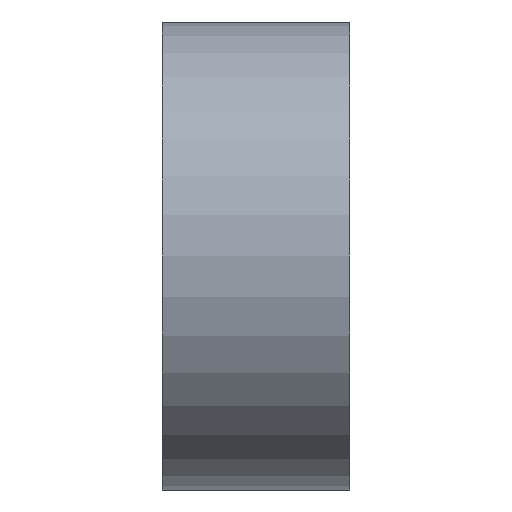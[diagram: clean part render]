
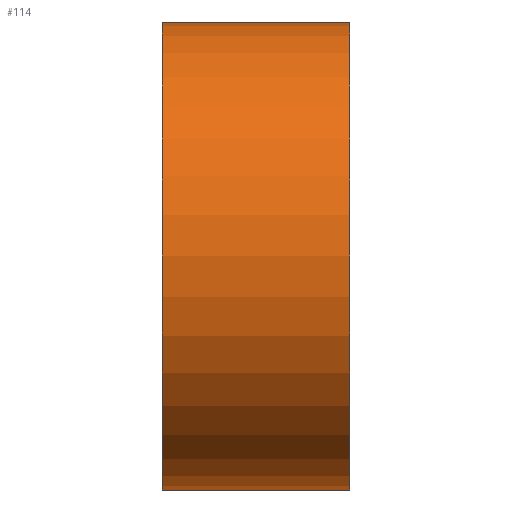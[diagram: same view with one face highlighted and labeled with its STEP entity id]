
A CAD part, left-side view. The second image highlights one B-rep face of the part: STEP entity #114.
In plain terms, the highlighted cylindrical face has radius 5 mm (diameter 10 mm), a partial arc.
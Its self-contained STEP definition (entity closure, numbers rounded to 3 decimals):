
#8 = EDGE_CURVE ( 'NONE', #173, #226, #250, .T. ) ;
#10 = EDGE_LOOP ( 'NONE', ( #322, #117, #43, #211 ) ) ;
#11 = CARTESIAN_POINT ( 'NONE',  ( -203.5, 2., 5. ) ) ;
#16 = CARTESIAN_POINT ( 'NONE',  ( -203.5, 2., 0. ) ) ;
#26 = DIRECTION ( 'NONE',  ( 0., 1., 0. ) ) ;
#29 = AXIS2_PLACEMENT_3D ( 'NONE', #16, #166, #366 ) ;
#31 = FACE_OUTER_BOUND ( 'NONE', #10, .T. ) ;
#43 = ORIENTED_EDGE ( 'NONE', *, *, #295, .F. ) ;
#47 = LINE ( 'NONE', #11, #324 ) ;
#63 = DIRECTION ( 'NONE',  ( 0., -1., 0. ) ) ;
#66 = CARTESIAN_POINT ( 'NONE',  ( -203.5, 2., 5. ) ) ;
#67 = AXIS2_PLACEMENT_3D ( 'NONE', #294, #26, #387 ) ;
#71 = LINE ( 'NONE', #342, #256 ) ;
#95 = AXIS2_PLACEMENT_3D ( 'NONE', #269, #63, #184 ) ;
#100 = VERTEX_POINT ( 'NONE', #301 ) ;
#114 = ADVANCED_FACE ( 'NONE', ( #31 ), #359, .T. ) ;
#117 = ORIENTED_EDGE ( 'NONE', *, *, #368, .F. ) ;
#154 = CARTESIAN_POINT ( 'NONE',  ( -203.5, -2., -5. ) ) ;
#166 = DIRECTION ( 'NONE',  ( 0., 1., 0. ) ) ;
#173 = VERTEX_POINT ( 'NONE', #154 ) ;
#184 = DIRECTION ( 'NONE',  ( 0., 0., -1. ) ) ;
#211 = ORIENTED_EDGE ( 'NONE', *, *, #253, .T. ) ;
#226 = VERTEX_POINT ( 'NONE', #329 ) ;
#236 = VERTEX_POINT ( 'NONE', #66 ) ;
#250 = CIRCLE ( 'NONE', #67, 5. ) ;
#253 = EDGE_CURVE ( 'NONE', #100, #173, #71, .T. ) ;
#256 = VECTOR ( 'NONE', #308, 1000. ) ;
#269 = CARTESIAN_POINT ( 'NONE',  ( -203.5, 2., 0. ) ) ;
#285 = CIRCLE ( 'NONE', #29, 5. ) ;
#294 = CARTESIAN_POINT ( 'NONE',  ( -203.5, -2., 0. ) ) ;
#295 = EDGE_CURVE ( 'NONE', #100, #236, #285, .T. ) ;
#301 = CARTESIAN_POINT ( 'NONE',  ( -203.5, 2., -5. ) ) ;
#308 = DIRECTION ( 'NONE',  ( 0., -1., 0. ) ) ;
#322 = ORIENTED_EDGE ( 'NONE', *, *, #8, .T. ) ;
#324 = VECTOR ( 'NONE', #333, 1000. ) ;
#329 = CARTESIAN_POINT ( 'NONE',  ( -203.5, -2., 5. ) ) ;
#333 = DIRECTION ( 'NONE',  ( 0., -1., 0. ) ) ;
#342 = CARTESIAN_POINT ( 'NONE',  ( -203.5, 2., -5. ) ) ;
#359 = CYLINDRICAL_SURFACE ( 'NONE', #95, 5. ) ;
#366 = DIRECTION ( 'NONE',  ( 0., 0., 1. ) ) ;
#368 = EDGE_CURVE ( 'NONE', #236, #226, #47, .T. ) ;
#387 = DIRECTION ( 'NONE',  ( 0., 0., 1. ) ) ;
